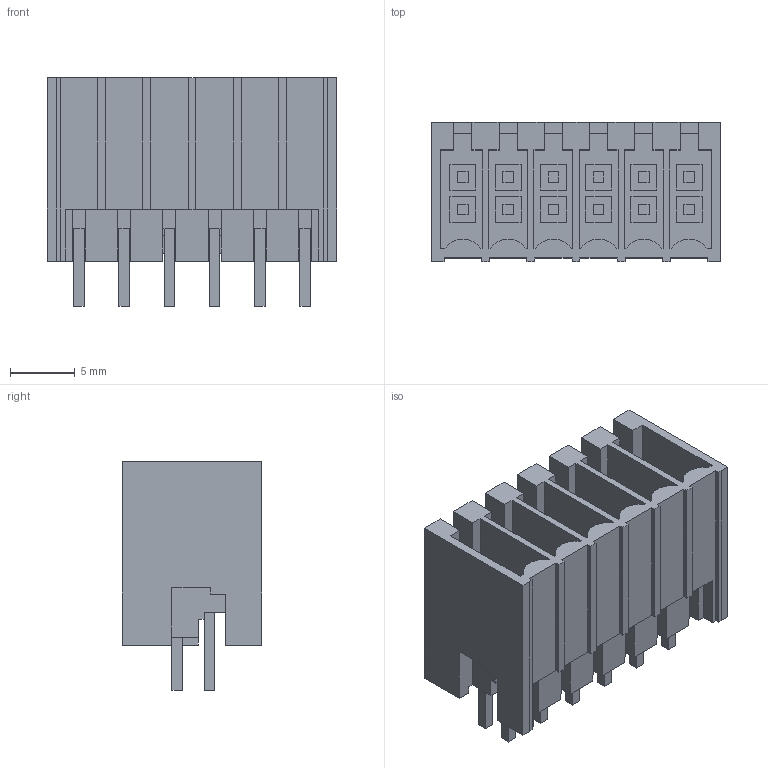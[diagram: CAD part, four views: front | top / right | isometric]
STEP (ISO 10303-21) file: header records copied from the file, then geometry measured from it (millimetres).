
FILE_DESCRIPTION(('CATIA V5 STEP Exchange','CAx-IF Rec.Pracs.--- Model Styling and Organization---1.2---2011-12-15'),'2;1');
FILE_NAME ('D1450693_0', '2018-03-29T12:18:41+00:00', ('none'), ('Weidmueller'), 'CATIA Version 5-6 Release 2014', 'CATIA V5 STEP AP214', 'none');
FILE_SCHEMA(('AUTOMOTIVE_DESIGN { 1 0 10303 214 1 1 1 1 }'));
Length unit declared in the file: millimetre
Products named in the file (1): 1290070000
Bounding box: 22.4 x 10.8 x 17.7 mm (x, y, z)
Volume: 1822.7 mm3; surface area: 3988 mm2
Topology: 13 solids, 13 shells, 425 faces, 1231 edges, 849 vertices
Faces by surface type: plane 413, cylinder 12
Entity records: 12915 total; most frequent: ORIENTED_EDGE 2462, CARTESIAN_POINT 2315, DIRECTION 1699, EDGE_CURVE 1231, VECTOR 1207, LINE 1207, VERTEX_POINT 849, EDGE_LOOP 466
